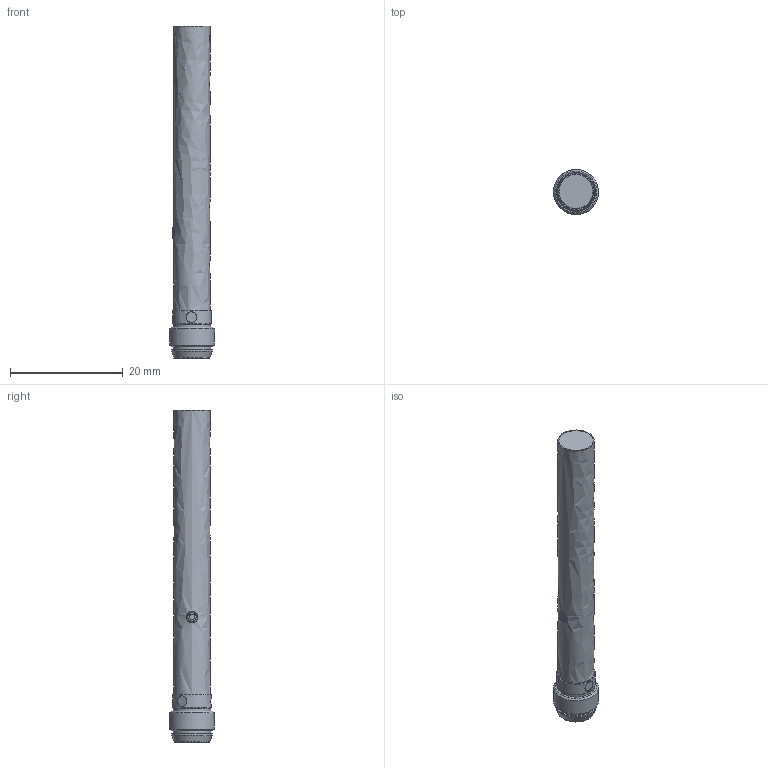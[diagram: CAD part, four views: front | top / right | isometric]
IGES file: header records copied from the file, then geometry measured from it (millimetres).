
Global section: file name: KDCT 6.5 V02 G3-T3; native system: Autodesk Inventor 2015; preprocessor: unknown; author: lck; date: 20150720.143937; units: millimetre
Bounding box: 8 x 8 x 59 mm (x, y, z)
Volume: 1912.4 mm3; surface area: 1563.1 mm2
Topology: 2 solids, 3 shells, 74 faces, 161 edges, 106 vertices
Faces by surface type: bspline 74
